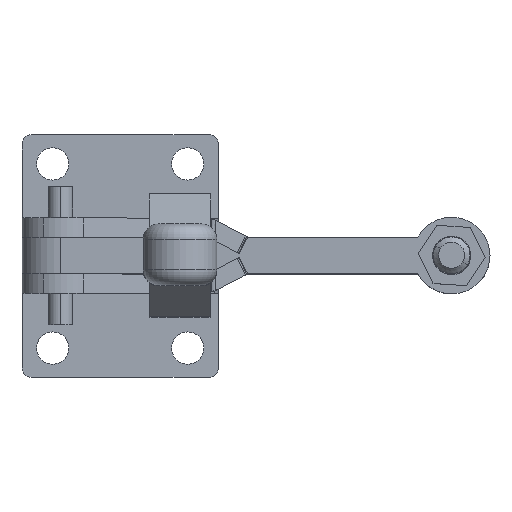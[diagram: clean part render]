
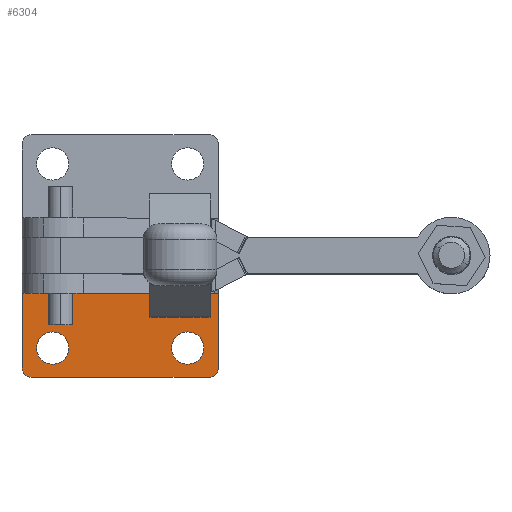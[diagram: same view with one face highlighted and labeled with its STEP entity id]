
A CAD part, top view. The second image highlights one B-rep face of the part: STEP entity #6304.
In plain terms, the highlighted planar face has unit normal (0, 0, 1).
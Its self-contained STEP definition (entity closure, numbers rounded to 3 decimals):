
#4368=CARTESIAN_POINT('',(-931.621,140.717,-91.753));
#4369=VERTEX_POINT('',#4368);
#4385=CARTESIAN_POINT('',(-942.121,140.717,-91.753));
#4386=VERTEX_POINT('',#4385);
#4393=CARTESIAN_POINT('',(-936.871,140.717,-91.753));
#4394=DIRECTION('',(0.0,0.0,-1.0));
#4395=DIRECTION('',(1.0,0.0,0.0));
#4396=AXIS2_PLACEMENT_3D('',#4393,#4394,#4395);
#4397=CIRCLE('',#4396,5.25);
#4398=EDGE_CURVE('',#4369,#4386,#4397,.T.);
#4410=CARTESIAN_POINT('',(-975.621,140.717,-91.753));
#4411=VERTEX_POINT('',#4410);
#4427=CARTESIAN_POINT('',(-986.121,140.717,-91.753));
#4428=VERTEX_POINT('',#4427);
#4435=CARTESIAN_POINT('',(-980.871,140.717,-91.753));
#4436=DIRECTION('',(0.0,0.0,-1.0));
#4437=DIRECTION('',(1.0,0.0,0.0));
#4438=AXIS2_PLACEMENT_3D('',#4435,#4436,#4437);
#4439=CIRCLE('',#4438,5.25);
#4440=EDGE_CURVE('',#4411,#4428,#4439,.T.);
#4534=CARTESIAN_POINT('',(-989.992,132.096,-91.753));
#4535=VERTEX_POINT('',#4534);
#4544=CARTESIAN_POINT('',(-990.871,134.217,-91.753));
#4545=VERTEX_POINT('',#4544);
#4546=CARTESIAN_POINT('',(-987.871,134.217,-91.753));
#4547=DIRECTION('',(0.,0.,-1.0));
#4548=DIRECTION('',(-0.707,-0.707,0.));
#4549=AXIS2_PLACEMENT_3D('',#4546,#4547,#4548);
#4550=CIRCLE('',#4549,3.);
#4551=EDGE_CURVE('',#4535,#4545,#4550,.T.);
#4576=CARTESIAN_POINT('',(-927.749,132.096,-91.753));
#4577=VERTEX_POINT('',#4576);
#4586=CARTESIAN_POINT('',(-929.871,131.217,-91.753));
#4587=VERTEX_POINT('',#4586);
#4588=CARTESIAN_POINT('',(-929.871,134.217,-91.753));
#4589=DIRECTION('',(0.,0.,-1.0));
#4590=DIRECTION('',(0.707,-0.707,0.));
#4591=AXIS2_PLACEMENT_3D('',#4588,#4589,#4590);
#4592=CIRCLE('',#4591,3.);
#4593=EDGE_CURVE('',#4577,#4587,#4592,.T.);
#5966=CARTESIAN_POINT('',(-926.871,158.467,-91.753));
#5967=VERTEX_POINT('',#5966);
#5968=CARTESIAN_POINT('',(-990.871,158.467,-91.753));
#5969=VERTEX_POINT('',#5968);
#5970=CARTESIAN_POINT('',(-926.871,158.467,-91.753));
#5971=DIRECTION('',(-1.0,0.0,0.0));
#5972=VECTOR('',#5971,64.);
#5973=LINE('',#5970,#5972);
#5974=EDGE_CURVE('',#5967,#5969,#5973,.T.);
#6238=CARTESIAN_POINT('',(-958.871,170.717,-91.753));
#6239=DIRECTION('',(0.0,0.0,1.0));
#6240=DIRECTION('',(1.0,0.0,0.0));
#6241=AXIS2_PLACEMENT_3D('',#6238,#6239,#6240);
#6242=PLANE('',#6241);
#6243=ORIENTED_EDGE('',*,*,#5974,.T.);
#6244=CARTESIAN_POINT('',(-990.871,158.467,-91.753));
#6245=DIRECTION('',(0.0,-1.0,0.0));
#6246=VECTOR('',#6245,24.25);
#6247=LINE('',#6244,#6246);
#6248=EDGE_CURVE('',#5969,#4545,#6247,.T.);
#6249=ORIENTED_EDGE('',*,*,#6248,.T.);
#6250=ORIENTED_EDGE('',*,*,#4551,.F.);
#6251=CARTESIAN_POINT('',(-987.871,131.217,-91.753));
#6252=VERTEX_POINT('',#6251);
#6253=CARTESIAN_POINT('',(-987.871,134.217,-91.753));
#6254=DIRECTION('',(0.,0.,-1.0));
#6255=DIRECTION('',(-0.707,-0.707,0.));
#6256=AXIS2_PLACEMENT_3D('',#6253,#6254,#6255);
#6257=CIRCLE('',#6256,3.);
#6258=EDGE_CURVE('',#6252,#4535,#6257,.T.);
#6259=ORIENTED_EDGE('',*,*,#6258,.F.);
#6260=CARTESIAN_POINT('',(-987.871,131.217,-91.753));
#6261=DIRECTION('',(1.0,0.0,0.0));
#6262=VECTOR('',#6261,58.);
#6263=LINE('',#6260,#6262);
#6264=EDGE_CURVE('',#6252,#4587,#6263,.T.);
#6265=ORIENTED_EDGE('',*,*,#6264,.T.);
#6266=ORIENTED_EDGE('',*,*,#4593,.F.);
#6267=CARTESIAN_POINT('',(-926.871,134.217,-91.753));
#6268=VERTEX_POINT('',#6267);
#6269=CARTESIAN_POINT('',(-929.871,134.217,-91.753));
#6270=DIRECTION('',(0.,0.,-1.0));
#6271=DIRECTION('',(0.707,-0.707,0.));
#6272=AXIS2_PLACEMENT_3D('',#6269,#6270,#6271);
#6273=CIRCLE('',#6272,3.);
#6274=EDGE_CURVE('',#6268,#4577,#6273,.T.);
#6275=ORIENTED_EDGE('',*,*,#6274,.F.);
#6276=CARTESIAN_POINT('',(-926.871,134.217,-91.753));
#6277=DIRECTION('',(0.0,1.0,0.0));
#6278=VECTOR('',#6277,24.25);
#6279=LINE('',#6276,#6278);
#6280=EDGE_CURVE('',#6268,#5967,#6279,.T.);
#6281=ORIENTED_EDGE('',*,*,#6280,.T.);
#6282=EDGE_LOOP('',(#6243,#6249,#6250,#6259,#6265,#6266,#6275,#6281));
#6283=FACE_OUTER_BOUND('',#6282,.T.);
#6284=ORIENTED_EDGE('',*,*,#4440,.T.);
#6285=CARTESIAN_POINT('',(-980.871,140.717,-91.753));
#6286=DIRECTION('',(0.0,0.0,-1.0));
#6287=DIRECTION('',(1.0,0.0,0.0));
#6288=AXIS2_PLACEMENT_3D('',#6285,#6286,#6287);
#6289=CIRCLE('',#6288,5.25);
#6290=EDGE_CURVE('',#4428,#4411,#6289,.T.);
#6291=ORIENTED_EDGE('',*,*,#6290,.T.);
#6292=EDGE_LOOP('',(#6284,#6291));
#6293=FACE_BOUND('',#6292,.T.);
#6294=ORIENTED_EDGE('',*,*,#4398,.T.);
#6295=CARTESIAN_POINT('',(-936.871,140.717,-91.753));
#6296=DIRECTION('',(0.0,0.0,-1.0));
#6297=DIRECTION('',(1.0,0.0,0.0));
#6298=AXIS2_PLACEMENT_3D('',#6295,#6296,#6297);
#6299=CIRCLE('',#6298,5.25);
#6300=EDGE_CURVE('',#4386,#4369,#6299,.T.);
#6301=ORIENTED_EDGE('',*,*,#6300,.T.);
#6302=EDGE_LOOP('',(#6294,#6301));
#6303=FACE_BOUND('',#6302,.T.);
#6304=ADVANCED_FACE('',(#6283,#6293,#6303),#6242,.T.);
